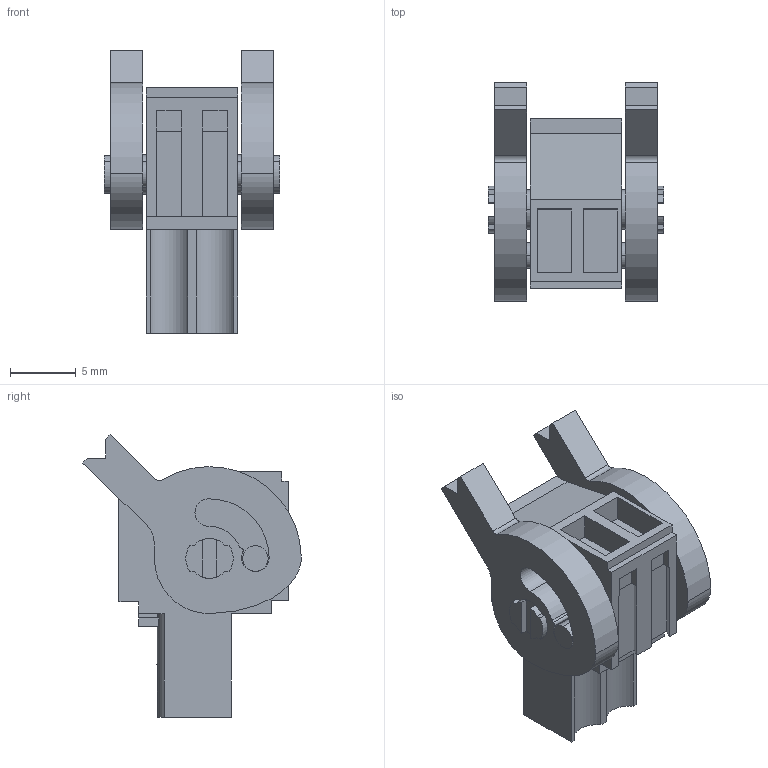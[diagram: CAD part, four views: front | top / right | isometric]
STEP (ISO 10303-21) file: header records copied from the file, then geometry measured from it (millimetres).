
FILE_DESCRIPTION(('CATIA V5 STEP Exchange','CAx-IF Rec.Pracs.--- Model Styling and Organization---1.2---2011-12-15'),'2;1');
FILE_NAME ('D1454444_0_1687650000_1687650000.stp','2017-04-25T12:25:02+00:00',('none'),('Weidmueller'),'CATIA Version 5-6 Release 2014','CATIA V5 STEP AP214','none');
FILE_SCHEMA(('AUTOMOTIVE_DESIGN { 1 0 10303 214 1 1 1 1 }'));
Length unit declared in the file: millimetre
Products named in the file (1): 1687650000
Bounding box: 13.4 x 16.66 x 21.53 mm (x, y, z)
Volume: 1576.1 mm3; surface area: 1959.1 mm2
Topology: 5 solids, 5 shells, 215 faces, 585 edges, 392 vertices
Faces by surface type: plane 165, cylinder 48, extrusion 2
Entity records: 6496 total; most frequent: CARTESIAN_POINT 1184, ORIENTED_EDGE 1170, DIRECTION 919, EDGE_CURVE 585, VECTOR 453, LINE 451, VERTEX_POINT 392, AXIS2_PLACEMENT_3D 299
